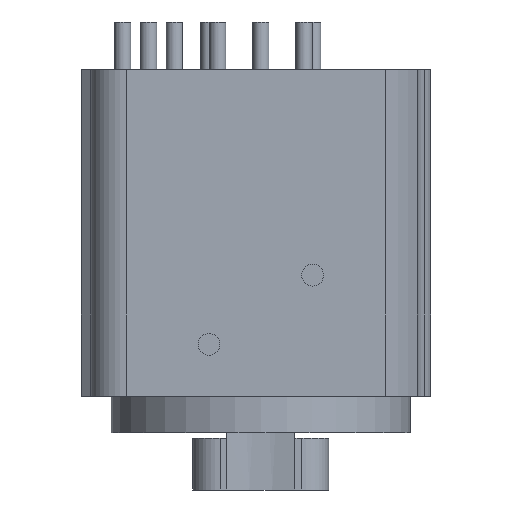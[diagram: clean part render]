
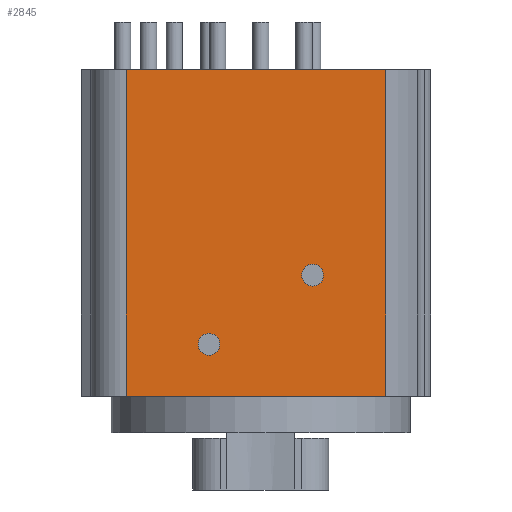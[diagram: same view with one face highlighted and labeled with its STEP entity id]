
A CAD part, front view. The second image highlights one B-rep face of the part: STEP entity #2845.
In plain terms, the highlighted planar face has unit normal (0, -1, 0).
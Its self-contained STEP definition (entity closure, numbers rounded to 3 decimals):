
#327=DIRECTION('',(1.,0.,0.));
#328=VECTOR('',#327,19.1);
#329=CARTESIAN_POINT('',(-9.9,-12.5,0.));
#330=LINE('',#329,#328);
#653=DIRECTION('',(1.,0.,0.));
#654=VECTOR('',#653,19.1);
#655=CARTESIAN_POINT('',(-9.9,-12.5,24.));
#656=LINE('',#655,#654);
#1055=DIRECTION('',(0.,0.,1.));
#1056=VECTOR('',#1055,24.);
#1057=CARTESIAN_POINT('',(-9.9,-12.5,0.));
#1058=LINE('',#1057,#1056);
#1062=CARTESIAN_POINT('',(-3.81,-12.5,3.81));
#1063=DIRECTION('',(0.,1.,0.));
#1064=DIRECTION('',(1.,0.,0.));
#1065=AXIS2_PLACEMENT_3D('',#1062,#1063,#1064);
#1070=CARTESIAN_POINT('',(-3.81,-12.5,3.81));
#1071=DIRECTION('',(0.,1.,0.));
#1072=DIRECTION('',(-1.,0.,0.));
#1073=AXIS2_PLACEMENT_3D('',#1070,#1071,#1072);
#1078=CARTESIAN_POINT('',(3.81,-12.5,8.89));
#1079=DIRECTION('',(0.,1.,0.));
#1080=DIRECTION('',(1.,0.,0.));
#1081=AXIS2_PLACEMENT_3D('',#1078,#1079,#1080);
#1086=CARTESIAN_POINT('',(3.81,-12.5,8.89));
#1087=DIRECTION('',(0.,1.,0.));
#1088=DIRECTION('',(-1.,0.,0.));
#1089=AXIS2_PLACEMENT_3D('',#1086,#1087,#1088);
#1094=DIRECTION('',(0.,0.,1.));
#1095=VECTOR('',#1094,24.);
#1096=CARTESIAN_POINT('',(9.2,-12.5,0.));
#1097=LINE('',#1096,#1095);
#1861=CARTESIAN_POINT('',(-9.9,-12.5,0.));
#1863=VERTEX_POINT('',#1861);
#1864=CARTESIAN_POINT('',(9.2,-12.5,0.));
#1865=VERTEX_POINT('',#1864);
#1883=CARTESIAN_POINT('',(-9.9,-12.5,24.));
#1885=VERTEX_POINT('',#1883);
#1886=CARTESIAN_POINT('',(9.2,-12.5,24.));
#1887=VERTEX_POINT('',#1886);
#1930=CARTESIAN_POINT('',(-3.01,-12.5,3.81));
#1931=VERTEX_POINT('',#1930);
#1932=CARTESIAN_POINT('',(-4.61,-12.5,3.81));
#1933=VERTEX_POINT('',#1932);
#1934=CARTESIAN_POINT('',(4.61,-12.5,8.89));
#1935=VERTEX_POINT('',#1934);
#1936=CARTESIAN_POINT('',(3.01,-12.5,8.89));
#1937=VERTEX_POINT('',#1936);
#2821=CARTESIAN_POINT('',(-9.9,-12.5,0.));
#2822=DIRECTION('',(0.,-1.,0.));
#2823=DIRECTION('',(1.,0.,0.));
#2824=AXIS2_PLACEMENT_3D('',#2821,#2822,#2823);
#2825=PLANE('',#2824);
#2826=ORIENTED_EDGE('',*,*,#2165,.F.);
#2827=ORIENTED_EDGE('',*,*,#2816,.T.);
#2828=ORIENTED_EDGE('',*,*,#2255,.T.);
#2830=ORIENTED_EDGE('',*,*,#2829,.F.);
#2831=EDGE_LOOP('',(#2826,#2827,#2828,#2830));
#2832=FACE_OUTER_BOUND('',#2831,.F.);
#2834=ORIENTED_EDGE('',*,*,#2833,.F.);
#2836=ORIENTED_EDGE('',*,*,#2835,.F.);
#2837=EDGE_LOOP('',(#2834,#2836));
#2838=FACE_BOUND('',#2837,.F.);
#2840=ORIENTED_EDGE('',*,*,#2839,.F.);
#2842=ORIENTED_EDGE('',*,*,#2841,.F.);
#2843=EDGE_LOOP('',(#2840,#2842));
#2844=FACE_BOUND('',#2843,.F.);
#1066=CIRCLE('',#1065,0.8);
#1074=CIRCLE('',#1073,0.8);
#1082=CIRCLE('',#1081,0.8);
#1090=CIRCLE('',#1089,0.8);
#2165=EDGE_CURVE('',#1863,#1865,#330,.T.);
#2255=EDGE_CURVE('',#1885,#1887,#656,.T.);
#2816=EDGE_CURVE('',#1863,#1885,#1058,.T.);
#2829=EDGE_CURVE('',#1865,#1887,#1097,.T.);
#2833=EDGE_CURVE('',#1931,#1933,#1066,.T.);
#2835=EDGE_CURVE('',#1933,#1931,#1074,.T.);
#2839=EDGE_CURVE('',#1935,#1937,#1082,.T.);
#2841=EDGE_CURVE('',#1937,#1935,#1090,.T.);
#2845=ADVANCED_FACE('',(#2832,#2838,#2844),#2825,.T.);
